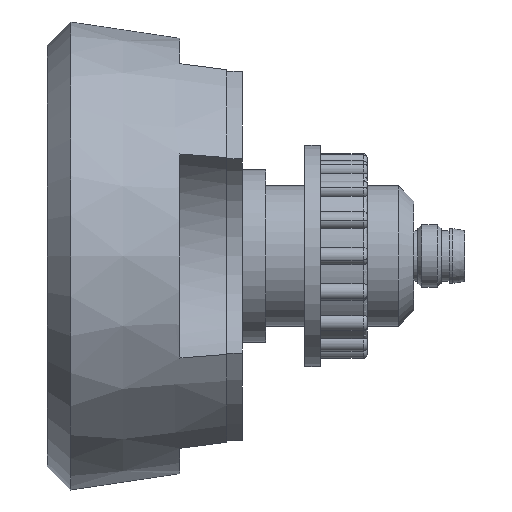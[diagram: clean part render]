
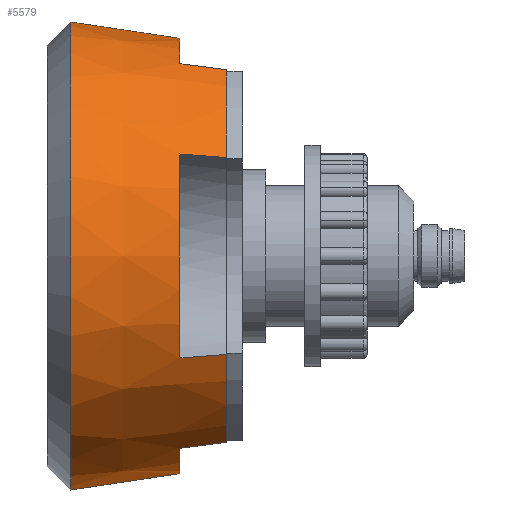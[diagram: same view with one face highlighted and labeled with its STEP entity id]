
A CAD part, left-side view. The second image highlights one B-rep face of the part: STEP entity #5579.
In plain terms, the highlighted conical face has half-angle 8.5 degrees and reference radius 30 mm.
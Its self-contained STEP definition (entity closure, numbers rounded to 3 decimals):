
#50 = VERTEX_POINT ( 'NONE', #6152 ) ;
#184 = CARTESIAN_POINT ( 'NONE',  ( 0., 24., 0. ) ) ;
#287 = EDGE_CURVE ( 'NONE', #3134, #5163, #4215, .T. ) ;
#294 = DIRECTION ( 'NONE',  ( 0., 0., 1. ) ) ;
#419 = B_SPLINE_CURVE_WITH_KNOTS ( 'NONE', 3,
 ( #6879, #1567, #1999, #6353 ),
 .UNSPECIFIED., .F., .F.,
 ( 4, 4 ),
 ( 0., 0.006 ),
 .UNSPECIFIED. ) ;
#632 = DIRECTION ( 'NONE',  ( 0., 1., 0. ) ) ;
#638 = EDGE_CURVE ( 'NONE', #6591, #1893, #5853, .T. ) ;
#669 = CARTESIAN_POINT ( 'NONE',  ( 0., 44., 0. ) ) ;
#787 = AXIS2_PLACEMENT_3D ( 'NONE', #3713, #5309, #3080 ) ;
#817 = ORIENTED_EDGE ( 'NONE', *, *, #287, .T. ) ;
#987 = DIRECTION ( 'NONE',  ( 0., 0., 1. ) ) ;
#1002 = EDGE_CURVE ( 'NONE', #3659, #5455, #1699, .T. ) ;
#1076 = B_SPLINE_CURVE_WITH_KNOTS ( 'NONE', 3,
 ( #5790, #2108, #2041, #5893 ),
 .UNSPECIFIED., .F., .F.,
 ( 4, 4 ),
 ( 0., 0.006 ),
 .UNSPECIFIED. ) ;
#1151 = AXIS2_PLACEMENT_3D ( 'NONE', #1503, #3002, #3670 ) ;
#1161 = FACE_OUTER_BOUND ( 'NONE', #6302, .T. ) ;
#1175 = ORIENTED_EDGE ( 'NONE', *, *, #1231, .T. ) ;
#1213 = VERTEX_POINT ( 'NONE', #2291 ) ;
#1231 = EDGE_CURVE ( 'NONE', #1213, #5837, #6525, .T. ) ;
#1241 = VECTOR ( 'NONE', #1439, 1000. ) ;
#1272 = CARTESIAN_POINT ( 'NONE',  ( -13.078, 30., -24.654 ) ) ;
#1279 = DIRECTION ( 'NONE',  ( 0., 1., 0. ) ) ;
#1308 = CARTESIAN_POINT ( 'NONE',  ( -12.777, 26., -24.137 ) ) ;
#1360 = DIRECTION ( 'NONE',  ( 0., 0., 1. ) ) ;
#1439 = DIRECTION ( 'NONE',  ( 0., 0.989, 0.148 ) ) ;
#1503 = CARTESIAN_POINT ( 'NONE',  ( 0., 30., 0. ) ) ;
#1567 = CARTESIAN_POINT ( 'NONE',  ( -24.137, 26., -12.777 ) ) ;
#1601 = CARTESIAN_POINT ( 'NONE',  ( 0., 44., -30. ) ) ;
#1699 = CIRCLE ( 'NONE', #5108, 27.011 ) ;
#1764 = CARTESIAN_POINT ( 'NONE',  ( -12.615, 24., -23.884 ) ) ;
#1804 = EDGE_CURVE ( 'NONE', #5455, #5075, #419, .T. ) ;
#1852 = ORIENTED_EDGE ( 'NONE', *, *, #5286, .T. ) ;
#1859 = CARTESIAN_POINT ( 'NONE',  ( 0., 30., 0. ) ) ;
#1893 = VERTEX_POINT ( 'NONE', #5783 ) ;
#1910 = VERTEX_POINT ( 'NONE', #6556 ) ;
#1999 = CARTESIAN_POINT ( 'NONE',  ( -24.393, 28., -12.931 ) ) ;
#2041 = CARTESIAN_POINT ( 'NONE',  ( -12.931, 28., 24.393 ) ) ;
#2103 = ORIENTED_EDGE ( 'NONE', *, *, #6204, .F. ) ;
#2108 = CARTESIAN_POINT ( 'NONE',  ( -12.777, 26., 24.137 ) ) ;
#2132 = AXIS2_PLACEMENT_3D ( 'NONE', #184, #2992, #294 ) ;
#2137 = DIRECTION ( 'NONE',  ( 0., 0.989, -0.148 ) ) ;
#2194 = CARTESIAN_POINT ( 'NONE',  ( -23.884, 24., 12.615 ) ) ;
#2226 = EDGE_CURVE ( 'NONE', #1893, #1910, #1076, .T. ) ;
#2291 = CARTESIAN_POINT ( 'NONE',  ( 0., 44., 30. ) ) ;
#2564 = ORIENTED_EDGE ( 'NONE', *, *, #638, .T. ) ;
#2766 = CARTESIAN_POINT ( 'NONE',  ( 0., 24., 0. ) ) ;
#2830 = AXIS2_PLACEMENT_3D ( 'NONE', #669, #632, #3223 ) ;
#2835 = B_SPLINE_CURVE_WITH_KNOTS ( 'NONE', 3,
 ( #6160, #4600, #1308, #3471 ),
 .UNSPECIFIED., .F., .F.,
 ( 4, 4 ),
 ( 0., 0.006 ),
 .UNSPECIFIED. ) ;
#2992 = DIRECTION ( 'NONE',  ( 0., 1., 0. ) ) ;
#3002 = DIRECTION ( 'NONE',  ( 0., 1., 0. ) ) ;
#3033 = CARTESIAN_POINT ( 'NONE',  ( -23.884, 24., 12.615 ) ) ;
#3080 = DIRECTION ( 'NONE',  ( 0., 0., 1. ) ) ;
#3121 = CARTESIAN_POINT ( 'NONE',  ( 0., 44., 30. ) ) ;
#3134 = VERTEX_POINT ( 'NONE', #4743 ) ;
#3156 = AXIS2_PLACEMENT_3D ( 'NONE', #1859, #6175, #1360 ) ;
#3223 = DIRECTION ( 'NONE',  ( 0., 0., 1. ) ) ;
#3265 = ORIENTED_EDGE ( 'NONE', *, *, #5208, .T. ) ;
#3397 = EDGE_CURVE ( 'NONE', #5075, #5201, #5298, .T. ) ;
#3419 = CARTESIAN_POINT ( 'NONE',  ( 0., 44., -30. ) ) ;
#3471 = CARTESIAN_POINT ( 'NONE',  ( -12.615, 24., -23.884 ) ) ;
#3659 = VERTEX_POINT ( 'NONE', #1764 ) ;
#3669 = CARTESIAN_POINT ( 'NONE',  ( -24.137, 26., 12.777 ) ) ;
#3670 = DIRECTION ( 'NONE',  ( 0., 0., 1. ) ) ;
#3713 = CARTESIAN_POINT ( 'NONE',  ( 0., 30., 0. ) ) ;
#3742 = ORIENTED_EDGE ( 'NONE', *, *, #4353, .T. ) ;
#3749 = EDGE_CURVE ( 'NONE', #5163, #3659, #2835, .T. ) ;
#3847 = CIRCLE ( 'NONE', #787, 27.908 ) ;
#4011 = B_SPLINE_CURVE_WITH_KNOTS ( 'NONE', 3,
 ( #4624, #6781, #3669, #3033 ),
 .UNSPECIFIED., .F., .F.,
 ( 4, 4 ),
 ( 0., 0.006 ),
 .UNSPECIFIED. ) ;
#4145 = CARTESIAN_POINT ( 'NONE',  ( -24.654, 30., 13.078 ) ) ;
#4215 = CIRCLE ( 'NONE', #1151, 27.908 ) ;
#4353 = EDGE_CURVE ( 'NONE', #5201, #6591, #4011, .T. ) ;
#4499 = AXIS2_PLACEMENT_3D ( 'NONE', #5140, #4707, #987 ) ;
#4535 = ORIENTED_EDGE ( 'NONE', *, *, #2226, .T. ) ;
#4541 = ORIENTED_EDGE ( 'NONE', *, *, #1002, .T. ) ;
#4600 = CARTESIAN_POINT ( 'NONE',  ( -12.931, 28., -24.393 ) ) ;
#4624 = CARTESIAN_POINT ( 'NONE',  ( -24.654, 30., 13.078 ) ) ;
#4707 = DIRECTION ( 'NONE',  ( 0., -1., 0. ) ) ;
#4743 = CARTESIAN_POINT ( 'NONE',  ( 0., 30., -27.908 ) ) ;
#4976 = CONICAL_SURFACE ( 'NONE', #2830, 30., 0.148 ) ;
#5075 = VERTEX_POINT ( 'NONE', #6724 ) ;
#5085 = ORIENTED_EDGE ( 'NONE', *, *, #3397, .T. ) ;
#5108 = AXIS2_PLACEMENT_3D ( 'NONE', #2766, #1279, #6512 ) ;
#5140 = CARTESIAN_POINT ( 'NONE',  ( 0., 44., 0. ) ) ;
#5163 = VERTEX_POINT ( 'NONE', #1272 ) ;
#5201 = VERTEX_POINT ( 'NONE', #4145 ) ;
#5208 = EDGE_CURVE ( 'NONE', #1910, #50, #3847, .T. ) ;
#5286 = EDGE_CURVE ( 'NONE', #50, #1213, #5801, .T. ) ;
#5287 = ORIENTED_EDGE ( 'NONE', *, *, #1804, .T. ) ;
#5298 = CIRCLE ( 'NONE', #3156, 27.908 ) ;
#5309 = DIRECTION ( 'NONE',  ( 0., 1., 0. ) ) ;
#5311 = VECTOR ( 'NONE', #2137, 1000. ) ;
#5455 = VERTEX_POINT ( 'NONE', #6682 ) ;
#5579 = ADVANCED_FACE ( 'NONE', ( #1161 ), #4976, .T. ) ;
#5783 = CARTESIAN_POINT ( 'NONE',  ( -12.615, 24., 23.884 ) ) ;
#5790 = CARTESIAN_POINT ( 'NONE',  ( -12.615, 24., 23.884 ) ) ;
#5801 = LINE ( 'NONE', #3121, #1241 ) ;
#5837 = VERTEX_POINT ( 'NONE', #3419 ) ;
#5853 = CIRCLE ( 'NONE', #2132, 27.011 ) ;
#5893 = CARTESIAN_POINT ( 'NONE',  ( -13.078, 30., 24.654 ) ) ;
#5987 = LINE ( 'NONE', #1601, #5311 ) ;
#6152 = CARTESIAN_POINT ( 'NONE',  ( 0., 30., 27.908 ) ) ;
#6160 = CARTESIAN_POINT ( 'NONE',  ( -13.078, 30., -24.654 ) ) ;
#6175 = DIRECTION ( 'NONE',  ( 0., 1., 0. ) ) ;
#6204 = EDGE_CURVE ( 'NONE', #3134, #5837, #5987, .T. ) ;
#6302 = EDGE_LOOP ( 'NONE', ( #2103, #817, #6698, #4541, #5287, #5085, #3742, #2564, #4535, #3265, #1852, #1175 ) ) ;
#6353 = CARTESIAN_POINT ( 'NONE',  ( -24.654, 30., -13.078 ) ) ;
#6512 = DIRECTION ( 'NONE',  ( 0., 0., 1. ) ) ;
#6525 = CIRCLE ( 'NONE', #4499, 30. ) ;
#6556 = CARTESIAN_POINT ( 'NONE',  ( -13.078, 30., 24.654 ) ) ;
#6591 = VERTEX_POINT ( 'NONE', #2194 ) ;
#6682 = CARTESIAN_POINT ( 'NONE',  ( -23.884, 24., -12.615 ) ) ;
#6698 = ORIENTED_EDGE ( 'NONE', *, *, #3749, .T. ) ;
#6724 = CARTESIAN_POINT ( 'NONE',  ( -24.654, 30., -13.078 ) ) ;
#6781 = CARTESIAN_POINT ( 'NONE',  ( -24.393, 28., 12.931 ) ) ;
#6879 = CARTESIAN_POINT ( 'NONE',  ( -23.884, 24., -12.615 ) ) ;
